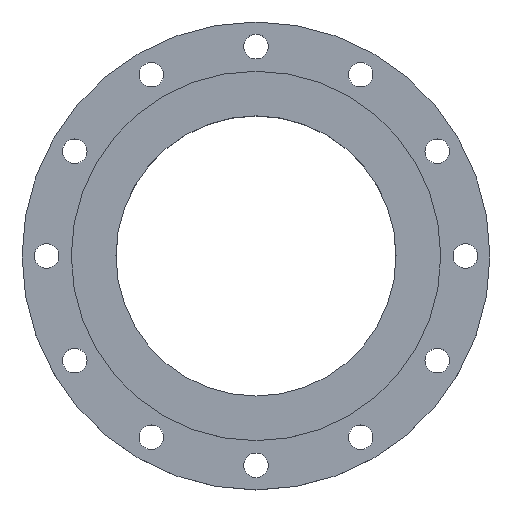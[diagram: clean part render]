
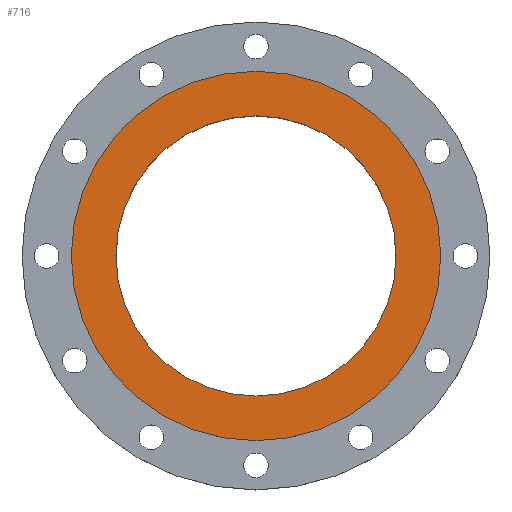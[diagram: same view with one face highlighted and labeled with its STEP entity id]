
A CAD part, top view. The second image highlights one B-rep face of the part: STEP entity #716.
In plain terms, the highlighted planar face has unit normal (0, 0, 1).
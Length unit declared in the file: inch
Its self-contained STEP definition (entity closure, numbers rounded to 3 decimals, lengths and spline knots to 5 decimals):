
#48 = AXIS2_PLACEMENT_3D ( 'NONE', #1110, #101, #1126 ) ;
#62 = CARTESIAN_POINT ( 'NONE',  ( 0., 0., 0. ) ) ;
#97 = DIRECTION ( 'NONE',  ( -1., 0., 0. ) ) ;
#101 = DIRECTION ( 'NONE',  ( 0., 0., 1. ) ) ;
#118 = CARTESIAN_POINT ( 'NONE',  ( 0., 0., 0. ) ) ;
#130 = AXIS2_PLACEMENT_3D ( 'NONE', #118, #799, #576 ) ;
#202 = VERTEX_POINT ( 'NONE', #849 ) ;
#208 = EDGE_LOOP ( 'NONE', ( #333, #298 ) ) ;
#219 = PLANE ( 'NONE',  #572 ) ;
#255 = VERTEX_POINT ( 'NONE', #874 ) ;
#298 = ORIENTED_EDGE ( 'NONE', *, *, #350, .T. ) ;
#328 = VERTEX_POINT ( 'NONE', #659 ) ;
#333 = ORIENTED_EDGE ( 'NONE', *, *, #908, .T. ) ;
#350 = EDGE_CURVE ( 'NONE', #328, #255, #1447, .T. ) ;
#403 = CIRCLE ( 'NONE', #130, 5.687 ) ;
#423 = CIRCLE ( 'NONE', #1171, 7.5 ) ;
#447 = EDGE_LOOP ( 'NONE', ( #575, #686 ) ) ;
#492 = DIRECTION ( 'NONE',  ( 1., 0., 0. ) ) ;
#572 = AXIS2_PLACEMENT_3D ( 'NONE', #657, #884, #97 ) ;
#575 = ORIENTED_EDGE ( 'NONE', *, *, #924, .F. ) ;
#576 = DIRECTION ( 'NONE',  ( 1., 0., 0. ) ) ;
#645 = VERTEX_POINT ( 'NONE', #1214 ) ;
#657 = CARTESIAN_POINT ( 'NONE',  ( 0., 5.687, 0. ) ) ;
#659 = CARTESIAN_POINT ( 'NONE',  ( -7.5, 0., 0. ) ) ;
#686 = ORIENTED_EDGE ( 'NONE', *, *, #770, .F. ) ;
#715 = DIRECTION ( 'NONE',  ( 1., 0., 0. ) ) ;
#716 = ADVANCED_FACE ( 'NONE', ( #777, #1222 ), #219, .F. ) ;
#770 = EDGE_CURVE ( 'NONE', #202, #645, #403, .T. ) ;
#777 = FACE_BOUND ( 'NONE', #447, .T. ) ;
#799 = DIRECTION ( 'NONE',  ( 0., 0., 1. ) ) ;
#849 = CARTESIAN_POINT ( 'NONE',  ( -5.687, 0., 0. ) ) ;
#874 = CARTESIAN_POINT ( 'NONE',  ( 7.5, 0., 0. ) ) ;
#884 = DIRECTION ( 'NONE',  ( 0., 0., -1. ) ) ;
#908 = EDGE_CURVE ( 'NONE', #255, #328, #423, .T. ) ;
#924 = EDGE_CURVE ( 'NONE', #645, #202, #1286, .T. ) ;
#936 = CARTESIAN_POINT ( 'NONE',  ( 0., 0., 0. ) ) ;
#1110 = CARTESIAN_POINT ( 'NONE',  ( 0., 0., 0. ) ) ;
#1126 = DIRECTION ( 'NONE',  ( 1., 0., 0. ) ) ;
#1171 = AXIS2_PLACEMENT_3D ( 'NONE', #62, #1250, #715 ) ;
#1214 = CARTESIAN_POINT ( 'NONE',  ( 5.687, 0., 0. ) ) ;
#1222 = FACE_OUTER_BOUND ( 'NONE', #208, .T. ) ;
#1250 = DIRECTION ( 'NONE',  ( 0., 0., 1. ) ) ;
#1286 = CIRCLE ( 'NONE', #1423, 5.687 ) ;
#1392 = DIRECTION ( 'NONE',  ( 0., 0., 1. ) ) ;
#1423 = AXIS2_PLACEMENT_3D ( 'NONE', #936, #1392, #492 ) ;
#1447 = CIRCLE ( 'NONE', #48, 7.5 ) ;
